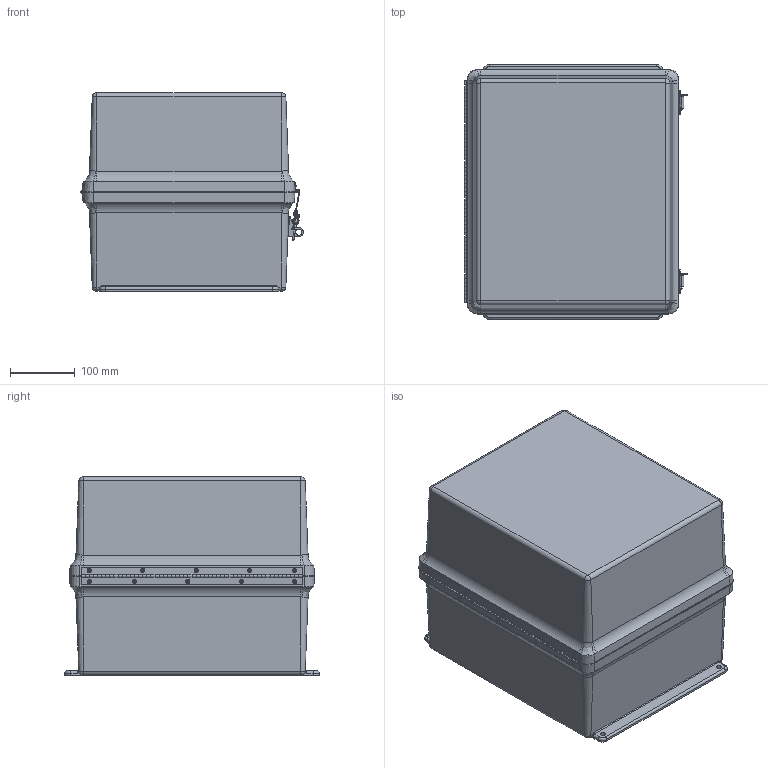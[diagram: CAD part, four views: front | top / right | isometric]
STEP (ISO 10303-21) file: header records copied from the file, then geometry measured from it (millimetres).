
FILE_DESCRIPTION(/* description */ (''),/* implementation_level */ '2;1');
FILE_NAME(/* name */ 'HW-J141212XD.stp',/* time_stamp */ '2014-04-17T09:56:00-05:00',/* author */ ('jtigges'),/* organization */ (''),/* preprocessor_version */ 'ST-DEVELOPER v15.2',/* originating_system */ 'Autodesk Inventor 2014',/* authorisation */ '');
FILE_SCHEMA (('AUTOMOTIVE_DESIGN { 1 0 10303 214 3 1 1 }'));
Length unit declared in the file: inch
Products named in the file (31): J1412HL_2; RMINS45821P_129; RMINS45821P_130; RMINS45821P_131; RMINS45821P_132; J1412BHL; RMRIV43; JONEA; SSHONEB; JONEC; JONED; JONEE; JONEF; JONEG; JONEH; SSHONEI; SSHONE; RMLATSSH; RMHINGCOVSSH13.5; RMHINGPIN13.5; RMHINGBOXSSH13.5; RMHINGSSH1412; J1412SSHCOV; GASKET_SSH_1412; J1412BSSHCOV; RMINS45821P_133; RMINS45821P_134; RMINS45821P_135; RMINS45821P_136; RMKEEPSSHLL150; J141212SSH_STP
Bounding box: 344.23 x 393.7 x 306.21 mm (x, y, z)
Volume: 2475681.1 mm3; surface area: 1328368.1 mm2
Topology: 54 solids, 54 shells, 1463 faces, 3659 edges, 2360 vertices
Faces by surface type: plane 626, cylinder 560, bspline 134, cone 69, torus 56, sphere 18
Full cylindrical faces by diameter (mm): 2.159 x55, 2.4 x2, 2.7 x4, 3 x2, 3.175 x18, 3.25 x2, 3.302 x4, 3.454 x10, 3.5 x2, 3.556 x18, 3.861 x16, 3.962 x11, 4.2 x4, 4.7 x2, 4.9 x2, 5 x4, 5.3 x2, 5.537 x8, 6.35 x18, 6.858 x8, 9.55 x2, 13.3 x2, 13.5 x2
Entity records: 41631 total; most frequent: CARTESIAN_POINT 14615, DIRECTION 5661, ORIENTED_EDGE 5176, EDGE_CURVE 2588, AXIS2_PLACEMENT_3D 2156, VERTEX_POINT 1753, EDGE_LOOP 1495, LINE 1349
